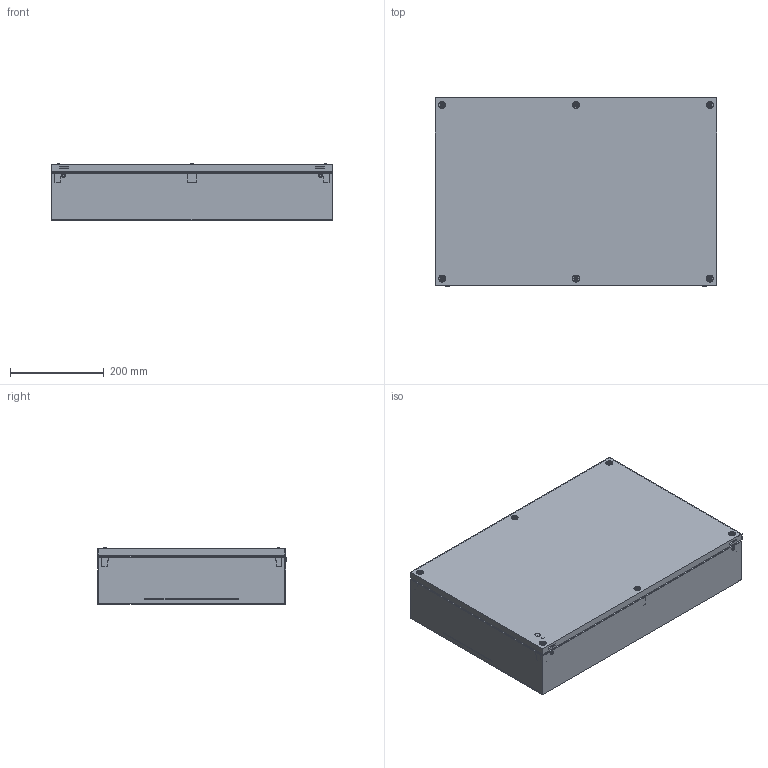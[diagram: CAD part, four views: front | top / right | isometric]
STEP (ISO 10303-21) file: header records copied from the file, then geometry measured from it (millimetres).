
FILE_DESCRIPTION (( 'STEP AP214' ), '1' );
FILE_NAME ('2412-6040-12-37.step', '2023-11-08T12:46:34', ( '' ), ( '' ), 'SwSTEP 2.0', 'SolidWorks 2019', '' );
FILE_SCHEMA (( 'AUTOMOTIVE_DESIGN' ));
Length unit declared in the file: millimetre
Products named in the file (5): Schrauben_4-0591; Deckel_6040; 2412-6040-12-37; Korpus_6040-12; Apparateschiene_2462-0402-05-91
Assembly tree (4 placements, depth 2):
  2412-6040-12-37
    Korpus_6040-12
    Deckel_6040
    Apparateschiene_2462-0402-05-91
    Schrauben_4-0591
Bounding box: 600 x 401 x 120.85 mm (x, y, z)
Volume: 1201464.2 mm3; surface area: 1597742.1 mm2
Topology: 19 solids, 19 shells, 760 faces, 1887 edges, 1226 vertices
Faces by surface type: plane 553, cylinder 115, cone 88, torus 4
Entity records: 27152 total; most frequent: CARTESIAN_POINT 4364, ORIENTED_EDGE 3774, DIRECTION 3655, EDGE_CURVE 1887, LINE 1429, VECTOR 1429, VERTEX_POINT 1226, AXIS2_PLACEMENT_3D 1113
